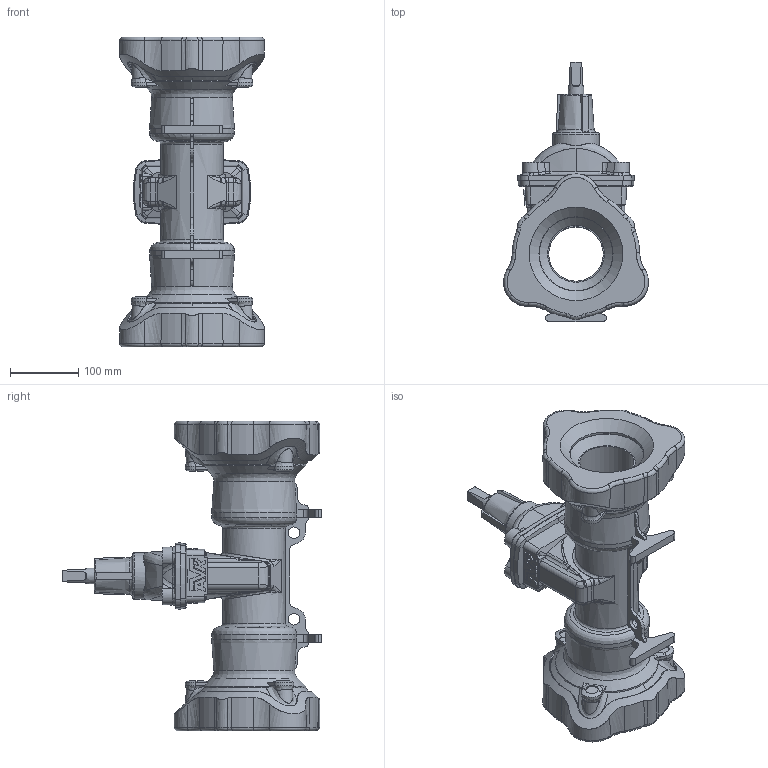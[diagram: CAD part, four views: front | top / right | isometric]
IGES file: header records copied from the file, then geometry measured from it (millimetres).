
Start section: SolidWorks IGES file using analytic representation for surfaces
Global section: file name: O_636_00_DN080_AA0_igs.igs; native system: SolidWorks 2012; preprocessor: SolidWorks 2012; author: pbm; date: 151029.110926; units: millimetre
Bounding box: 212.81 x 380.85 x 455.18 mm (x, y, z)
Surface area: 490913.5 mm2 (no closed solid volume)
Topology: 0 solids, 0 shells, 790 faces, 4306 edges, 4263 vertices
Faces by surface type: bspline 569, revolution 221
